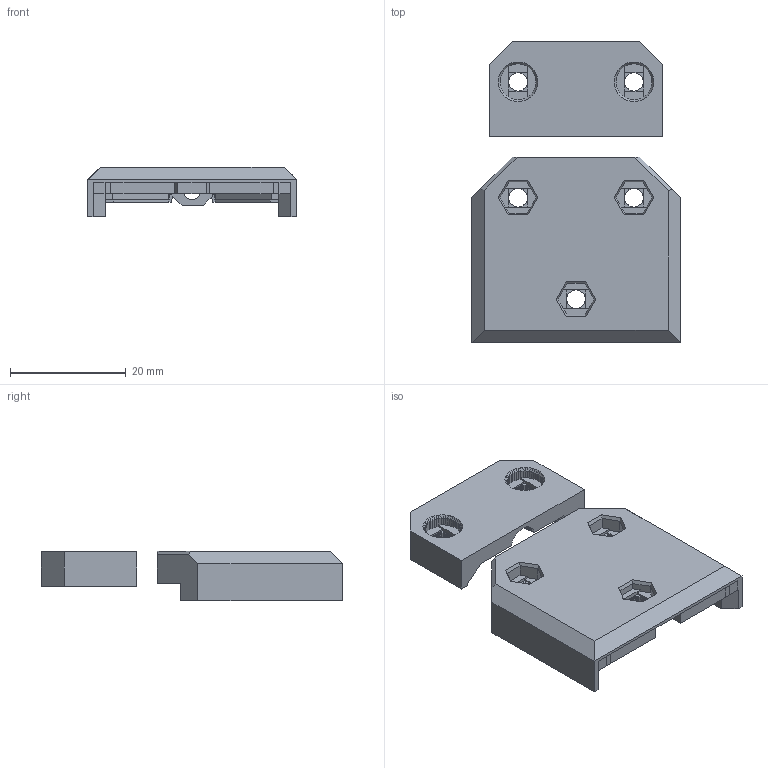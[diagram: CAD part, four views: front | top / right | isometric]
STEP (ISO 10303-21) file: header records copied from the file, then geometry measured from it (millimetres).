
FILE_DESCRIPTION(('FreeCAD Model'),'2;1');
FILE_NAME('heatbed-cable-cover.step','2018-01-11T22:22:28',('Author'),(''), 'Open CASCADE STEP processor 6.8','FreeCAD','Unknown');
FILE_SCHEMA(('AUTOMOTIVE_DESIGN_CC2 { 1 2 10303 214 -1 1 5 4 }'));
Length unit declared in the file: millimetre
Products named in the file (1): Group002
Bounding box: 36 x 52 x 8.6 mm (x, y, z)
Volume: 6528 mm3; surface area: 5343.1 mm2
Topology: 2 solids, 2 shells, 957 faces, 2740 edges, 1786 vertices
Faces by surface type: plane 839, bspline 118
Entity records: 41918 total; most frequent: CARTESIAN_POINT 17756, ORIENTED_EDGE 5480, DIRECTION 4184, EDGE_CURVE 2740, LINE 2504, VECTOR 2504, VERTEX_POINT 1786, FACE_BOUND 969
